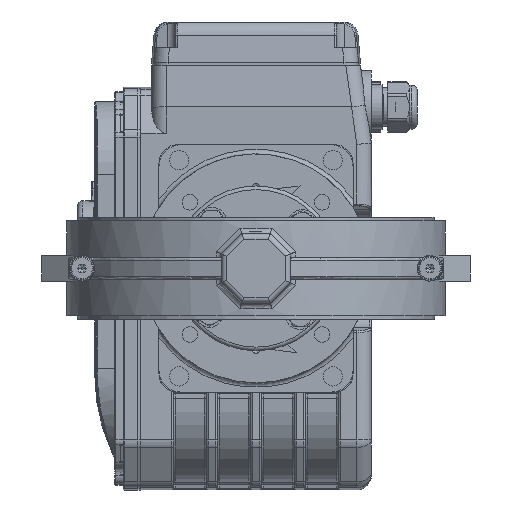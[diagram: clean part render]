
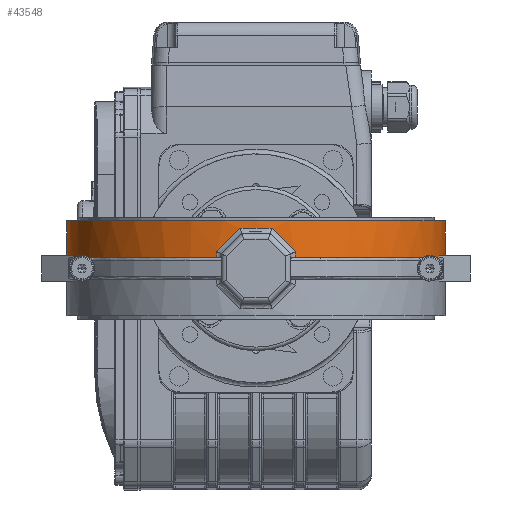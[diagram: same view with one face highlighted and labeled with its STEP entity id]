
A CAD part, front view. The second image highlights one B-rep face of the part: STEP entity #43548.
In plain terms, the highlighted cylindrical face has radius 103.25 mm (diameter 206.5 mm), a partial arc.
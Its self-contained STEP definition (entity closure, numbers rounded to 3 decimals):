
#587=B_SPLINE_CURVE_WITH_KNOTS('',3,(#71973,#71974,#71975,#71976),
 .UNSPECIFIED.,.F.,.F.,(4,4),(0.,1.),.UNSPECIFIED.);
#595=B_SPLINE_CURVE_WITH_KNOTS('',3,(#72105,#72106,#72107,#72108),
 .UNSPECIFIED.,.F.,.F.,(4,4),(0.,1.),.UNSPECIFIED.);
#605=B_SPLINE_CURVE_WITH_KNOTS('',3,(#72251,#72252,#72253,#72254,#72255,
#72256),.UNSPECIFIED.,.F.,.F.,(4,1,1,4),(0.,0.005,
0.009,0.019),.UNSPECIFIED.);
#607=B_SPLINE_CURVE_WITH_KNOTS('',3,(#72277,#72278,#72279,#72280,#72281,
#72282),.UNSPECIFIED.,.F.,.F.,(4,1,1,4),(0.,0.005,
0.009,0.019),.UNSPECIFIED.);
#2279=LINE('',#71629,#5399);
#2317=LINE('',#71807,#5437);
#2323=LINE('',#71871,#5443);
#2329=LINE('',#72127,#5449);
#2332=LINE('',#72145,#5452);
#2337=LINE('',#72241,#5457);
#5399=VECTOR('',#53141,1000.);
#5437=VECTOR('',#53235,1000.);
#5443=VECTOR('',#53275,1000.);
#5449=VECTOR('',#53315,1000.);
#5452=VECTOR('',#53320,1000.);
#5457=VECTOR('',#53343,1000.);
#10881=ORIENTED_EDGE('',*,*,#22758,.T.);
#10882=ORIENTED_EDGE('',*,*,#23003,.T.);
#10883=ORIENTED_EDGE('',*,*,#22813,.T.);
#10884=ORIENTED_EDGE('',*,*,#22981,.F.);
#10885=ORIENTED_EDGE('',*,*,#22819,.T.);
#10886=ORIENTED_EDGE('',*,*,#22998,.T.);
#10887=ORIENTED_EDGE('',*,*,#22916,.F.);
#10888=ORIENTED_EDGE('',*,*,#22882,.T.);
#10889=ORIENTED_EDGE('',*,*,#22903,.T.);
#10890=ORIENTED_EDGE('',*,*,#22933,.F.);
#10891=ORIENTED_EDGE('',*,*,#22905,.T.);
#10892=ORIENTED_EDGE('',*,*,#23001,.F.);
#10893=ORIENTED_EDGE('',*,*,#22807,.T.);
#10894=ORIENTED_EDGE('',*,*,#22986,.T.);
#10895=ORIENTED_EDGE('',*,*,#22979,.T.);
#10896=ORIENTED_EDGE('',*,*,#22958,.T.);
#10897=ORIENTED_EDGE('',*,*,#22961,.T.);
#10898=ORIENTED_EDGE('',*,*,#22952,.T.);
#22758=EDGE_CURVE('',#29035,#29034,#33221,.T.);
#22807=EDGE_CURVE('',#29079,#29080,#33238,.T.);
#22813=EDGE_CURVE('',#29082,#29084,#33241,.T.);
#22819=EDGE_CURVE('',#29091,#29089,#33244,.T.);
#22882=EDGE_CURVE('',#29135,#29134,#2279,.T.);
#22903=EDGE_CURVE('',#29134,#29145,#33263,.T.);
#22905=EDGE_CURVE('',#29147,#29146,#33264,.T.);
#22916=EDGE_CURVE('',#29135,#29152,#33266,.T.);
#22933=EDGE_CURVE('',#29147,#29145,#2317,.T.);
#22952=EDGE_CURVE('',#29175,#29035,#2323,.T.);
#22958=EDGE_CURVE('',#29178,#29177,#33278,.T.);
#22961=EDGE_CURVE('',#29177,#29175,#587,.T.);
#22979=EDGE_CURVE('',#29189,#29178,#595,.T.);
#22981=EDGE_CURVE('',#29091,#29084,#2329,.T.);
#22986=EDGE_CURVE('',#29080,#29189,#2332,.T.);
#22998=EDGE_CURVE('',#29089,#29152,#2337,.T.);
#23001=EDGE_CURVE('',#29079,#29146,#605,.T.);
#23003=EDGE_CURVE('',#29034,#29082,#607,.T.);
#29034=VERTEX_POINT('',#71291);
#29035=VERTEX_POINT('',#71293);
#29079=VERTEX_POINT('',#71442);
#29080=VERTEX_POINT('',#71443);
#29082=VERTEX_POINT('',#71449);
#29084=VERTEX_POINT('',#71453);
#29089=VERTEX_POINT('',#71466);
#29091=VERTEX_POINT('',#71469);
#29134=VERTEX_POINT('',#71628);
#29135=VERTEX_POINT('',#71630);
#29145=VERTEX_POINT('',#71668);
#29146=VERTEX_POINT('',#71672);
#29147=VERTEX_POINT('',#71674);
#29152=VERTEX_POINT('',#71696);
#29175=VERTEX_POINT('',#71872);
#29177=VERTEX_POINT('',#71921);
#29178=VERTEX_POINT('',#71923);
#29189=VERTEX_POINT('',#72109);
#33221=CIRCLE('',#47321,103.25);
#33238=CIRCLE('',#47350,103.25);
#33241=CIRCLE('',#47354,103.25);
#33244=CIRCLE('',#47359,103.25);
#33263=CIRCLE('',#47413,103.25);
#33264=CIRCLE('',#47415,103.25);
#33266=CIRCLE('',#47426,103.25);
#33278=CIRCLE('',#47450,103.25);
#35848=EDGE_LOOP('',(#10881,#10882,#10883,#10884,#10885,#10886,#10887,#10888,
#10889,#10890,#10891,#10892,#10893,#10894,#10895,#10896,#10897,#10898));
#39311=FACE_BOUND('',#35848,.T.);
#42339=CYLINDRICAL_SURFACE('',#47480,103.25);
#43548=ADVANCED_FACE('',(#39311),#42339,.T.);
#47321=AXIS2_PLACEMENT_3D('',#71292,#52907,#52908);
#47350=AXIS2_PLACEMENT_3D('',#71441,#52989,#52990);
#47354=AXIS2_PLACEMENT_3D('',#71454,#53000,#53001);
#47359=AXIS2_PLACEMENT_3D('',#71468,#53013,#53014);
#47413=AXIS2_PLACEMENT_3D('',#71669,#53179,#53180);
#47415=AXIS2_PLACEMENT_3D('',#71673,#53184,#53185);
#47426=AXIS2_PLACEMENT_3D('',#71695,#53212,#53213);
#47450=AXIS2_PLACEMENT_3D('',#71922,#53279,#53280);
#47480=AXIS2_PLACEMENT_3D('',#72276,#53353,#53354);
#52907=DIRECTION('',(0.,0.,1.));
#52908=DIRECTION('',(1.,0.,0.));
#52989=DIRECTION('',(0.,0.,1.));
#52990=DIRECTION('',(1.,0.,0.));
#53000=DIRECTION('',(0.,0.,1.));
#53001=DIRECTION('',(1.,0.,0.));
#53013=DIRECTION('',(0.,0.,1.));
#53014=DIRECTION('',(1.,0.,0.));
#53141=DIRECTION('',(0.,0.,-1.));
#53179=DIRECTION('',(0.,0.,1.));
#53180=DIRECTION('',(1.,0.,0.));
#53184=DIRECTION('',(0.,0.,1.));
#53185=DIRECTION('',(1.,0.,0.));
#53212=DIRECTION('',(0.,0.,1.));
#53213=DIRECTION('',(1.,0.,0.));
#53235=DIRECTION('',(0.,0.,1.));
#53275=DIRECTION('',(0.,0.,-1.));
#53279=DIRECTION('',(0.,0.,1.));
#53280=DIRECTION('',(1.,0.,0.));
#53315=DIRECTION('',(0.,0.,-1.));
#53320=DIRECTION('',(0.,0.,1.));
#53343=DIRECTION('',(0.,0.,1.));
#53353=DIRECTION('',(0.,0.,1.));
#53354=DIRECTION('',(-1.,0.,0.));
#71291=CARTESIAN_POINT('',(91.394,-48.038,6.));
#71292=CARTESIAN_POINT('',(0.,0.,6.));
#71293=CARTESIAN_POINT('',(21.379,-101.012,6.));
#71441=CARTESIAN_POINT('',(0.,0.,6.));
#71442=CARTESIAN_POINT('',(-91.394,-48.038,6.));
#71443=CARTESIAN_POINT('',(-21.379,-101.012,6.));
#71449=CARTESIAN_POINT('',(98.606,-30.619,6.));
#71453=CARTESIAN_POINT('',(99.974,-25.802,6.));
#71454=CARTESIAN_POINT('',(0.,0.,6.));
#71466=CARTESIAN_POINT('',(103.25,-0.1,7.));
#71468=CARTESIAN_POINT('',(0.,0.,7.));
#71469=CARTESIAN_POINT('',(99.974,-25.802,7.));
#71628=CARTESIAN_POINT('',(-103.25,-0.1,7.));
#71629=CARTESIAN_POINT('',(-103.25,-0.1,26.));
#71630=CARTESIAN_POINT('',(-103.25,-0.1,26.));
#71668=CARTESIAN_POINT('',(-99.974,-25.802,7.));
#71669=CARTESIAN_POINT('',(0.,0.,7.));
#71672=CARTESIAN_POINT('',(-98.606,-30.619,6.));
#71673=CARTESIAN_POINT('',(0.,0.,6.));
#71674=CARTESIAN_POINT('',(-99.974,-25.802,6.));
#71695=CARTESIAN_POINT('',(0.,0.,26.));
#71696=CARTESIAN_POINT('',(103.25,-0.1,26.));
#71807=CARTESIAN_POINT('',(-99.974,-25.802,26.));
#71871=CARTESIAN_POINT('',(21.379,-101.012,26.));
#71872=CARTESIAN_POINT('',(21.379,-101.012,9.113));
#71921=CARTESIAN_POINT('',(8.855,-102.87,22.));
#71922=CARTESIAN_POINT('',(0.,0.,22.));
#71923=CARTESIAN_POINT('',(-8.855,-102.87,22.));
#71973=CARTESIAN_POINT('',(8.855,-102.87,22.));
#71974=CARTESIAN_POINT('',(13.52,-102.468,17.201));
#71975=CARTESIAN_POINT('',(17.696,-101.792,12.906));
#71976=CARTESIAN_POINT('',(21.379,-101.012,9.113));
#72105=CARTESIAN_POINT('',(-21.379,-101.012,9.113));
#72106=CARTESIAN_POINT('',(-17.81,-101.768,12.788));
#72107=CARTESIAN_POINT('',(-13.635,-102.458,17.084));
#72108=CARTESIAN_POINT('',(-8.855,-102.87,22.));
#72109=CARTESIAN_POINT('',(-21.379,-101.012,9.113));
#72127=CARTESIAN_POINT('',(99.974,-25.802,26.));
#72145=CARTESIAN_POINT('',(-21.379,-101.012,26.));
#72241=CARTESIAN_POINT('',(103.25,-0.1,26.));
#72251=CARTESIAN_POINT('',(-91.394,-48.038,6.));
#72252=CARTESIAN_POINT('',(-92.112,-46.672,6.431));
#72253=CARTESIAN_POINT('',(-93.501,-43.881,6.937));
#72254=CARTESIAN_POINT('',(-96.066,-38.074,7.107));
#72255=CARTESIAN_POINT('',(-97.677,-33.61,6.558));
#72256=CARTESIAN_POINT('',(-98.606,-30.619,6.));
#72276=CARTESIAN_POINT('',(0.,0.,26.));
#72277=CARTESIAN_POINT('',(91.394,-48.038,6.));
#72278=CARTESIAN_POINT('',(92.112,-46.672,6.431));
#72279=CARTESIAN_POINT('',(93.501,-43.881,6.937));
#72280=CARTESIAN_POINT('',(96.066,-38.074,7.107));
#72281=CARTESIAN_POINT('',(97.677,-33.61,6.558));
#72282=CARTESIAN_POINT('',(98.606,-30.619,6.));
